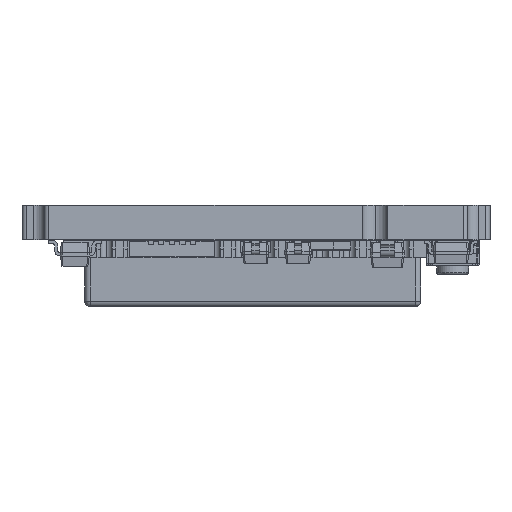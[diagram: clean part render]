
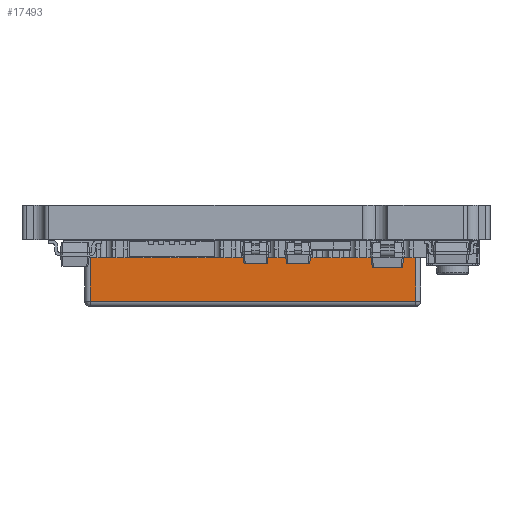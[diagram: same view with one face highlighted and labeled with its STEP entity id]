
A CAD part, front view. The second image highlights one B-rep face of the part: STEP entity #17493.
In plain terms, the highlighted planar face has unit normal (0, -1, 0).
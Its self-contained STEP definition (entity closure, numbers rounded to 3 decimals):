
#17268 = VERTEX_POINT('',#17269);
#17269 = CARTESIAN_POINT('',(-7.55,-11.7,0.8));
#17276 = EDGE_CURVE('',#17277,#17268,#17279,.T.);
#17277 = VERTEX_POINT('',#17278);
#17278 = CARTESIAN_POINT('',(7.75,-11.7,0.8));
#17279 = LINE('',#17280,#17281);
#17280 = CARTESIAN_POINT('',(8.,-11.7,0.8));
#17281 = VECTOR('',#17282,1.);
#17282 = DIRECTION('',(-1.,0.,0.));
#17447 = EDGE_CURVE('',#17268,#17448,#17450,.T.);
#17448 = VERTEX_POINT('',#17449);
#17449 = CARTESIAN_POINT('',(-7.55,-11.7,2.85));
#17450 = LINE('',#17451,#17452);
#17451 = CARTESIAN_POINT('',(-7.55,-11.7,0.8));
#17452 = VECTOR('',#17453,1.);
#17453 = DIRECTION('',(0.,0.,1.));
#17474 = VERTEX_POINT('',#17475);
#17475 = CARTESIAN_POINT('',(7.75,-11.7,2.85));
#17482 = EDGE_CURVE('',#17277,#17474,#17483,.T.);
#17483 = LINE('',#17484,#17485);
#17484 = CARTESIAN_POINT('',(7.75,-11.7,0.8));
#17485 = VECTOR('',#17486,1.);
#17486 = DIRECTION('',(0.,0.,1.));
#17493 = ADVANCED_FACE('',(#17494),#17505,.T.);
#17494 = FACE_BOUND('',#17495,.T.);
#17495 = EDGE_LOOP('',(#17496,#17497,#17498,#17504));
#17496 = ORIENTED_EDGE('',*,*,#17276,.F.);
#17497 = ORIENTED_EDGE('',*,*,#17482,.T.);
#17498 = ORIENTED_EDGE('',*,*,#17499,.T.);
#17499 = EDGE_CURVE('',#17474,#17448,#17500,.T.);
#17500 = LINE('',#17501,#17502);
#17501 = CARTESIAN_POINT('',(8.,-11.7,2.85));
#17502 = VECTOR('',#17503,1.);
#17503 = DIRECTION('',(-1.,0.,0.));
#17504 = ORIENTED_EDGE('',*,*,#17447,.F.);
#17505 = PLANE('',#17506);
#17506 = AXIS2_PLACEMENT_3D('',#17507,#17508,#17509);
#17507 = CARTESIAN_POINT('',(8.,-11.7,0.8));
#17508 = DIRECTION('',(0.,-1.,0.));
#17509 = DIRECTION('',(-1.,0.,0.));
